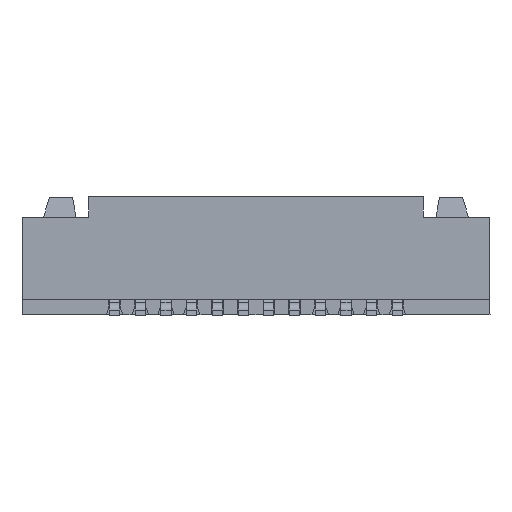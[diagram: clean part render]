
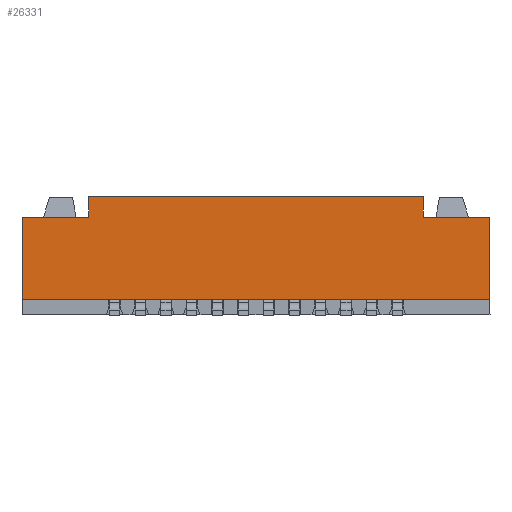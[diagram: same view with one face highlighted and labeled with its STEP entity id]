
A CAD part, front view. The second image highlights one B-rep face of the part: STEP entity #26331.
In plain terms, the highlighted planar face has unit normal (0, -1, 0).
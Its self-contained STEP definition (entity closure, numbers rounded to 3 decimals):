
#370=DIRECTION('',(1.,0.,0.));
#371=VECTOR('',#370,6.5);
#372=CARTESIAN_POINT('',(16.288,37.528,-9.222));
#373=LINE('',#372,#371);
#374=DIRECTION('',(0.,0.,1.));
#375=VECTOR('',#374,0.4);
#376=CARTESIAN_POINT('',(22.788,37.528,-9.622));
#377=LINE('',#376,#375);
#378=DIRECTION('',(0.,0.,1.));
#379=VECTOR('',#378,1.6);
#380=CARTESIAN_POINT('',(24.088,37.528,-11.222));
#381=LINE('',#380,#379);
#382=DIRECTION('',(-1.,0.,0.));
#383=VECTOR('',#382,9.1);
#384=CARTESIAN_POINT('',(24.088,37.528,-11.222));
#385=LINE('',#384,#383);
#386=DIRECTION('',(0.,0.,1.));
#387=VECTOR('',#386,1.6);
#388=CARTESIAN_POINT('',(14.988,37.528,-11.222));
#389=LINE('',#388,#387);
#390=DIRECTION('',(0.,0.,1.));
#391=VECTOR('',#390,0.4);
#392=CARTESIAN_POINT('',(16.288,37.528,-9.622));
#393=LINE('',#392,#391);
#9156=DIRECTION('',(-1.,0.,0.));
#9157=VECTOR('',#9156,1.3);
#9158=CARTESIAN_POINT('',(16.288,37.528,-9.622));
#9159=LINE('',#9158,#9157);
#14613=DIRECTION('',(1.,0.,0.));
#14614=VECTOR('',#14613,1.3);
#14615=CARTESIAN_POINT('',(22.788,37.528,
-9.622));
#14616=LINE('',#14615,#14614);
#20126=CARTESIAN_POINT('',(16.288,37.528,
-9.222));
#20128=VERTEX_POINT('',#20126);
#20192=CARTESIAN_POINT('',(14.988,37.528,
-11.222));
#20193=CARTESIAN_POINT('',(14.988,37.528,
-9.622));
#20194=VERTEX_POINT('',#20192);
#20195=VERTEX_POINT('',#20193);
#20196=CARTESIAN_POINT('',(16.288,37.528,
-9.622));
#20197=VERTEX_POINT('',#20196);
#23190=CARTESIAN_POINT('',(22.788,37.528,
-9.222));
#23192=VERTEX_POINT('',#23190);
#23256=CARTESIAN_POINT('',(24.088,37.528,
-11.222));
#23257=CARTESIAN_POINT('',(24.088,37.528,
-9.622));
#23258=VERTEX_POINT('',#23256);
#23259=VERTEX_POINT('',#23257);
#23260=CARTESIAN_POINT('',(22.788,37.528,
-9.622));
#23261=VERTEX_POINT('',#23260);
#26309=CARTESIAN_POINT('',(18.538,37.528,
-10.222));
#26310=DIRECTION('',(0.,1.,0.));
#26311=DIRECTION('',(-1.,0.,0.));
#26312=AXIS2_PLACEMENT_3D('',#26309,#26310,#26311);
#26313=PLANE('',#26312);
#26315=ORIENTED_EDGE('',*,*,#26314,.T.);
#26317=ORIENTED_EDGE('',*,*,#26316,.F.);
#26319=ORIENTED_EDGE('',*,*,#26318,.T.);
#26321=ORIENTED_EDGE('',*,*,#26320,.F.);
#26322=ORIENTED_EDGE('',*,*,#26027,.T.);
#26324=ORIENTED_EDGE('',*,*,#26323,.T.);
#26326=ORIENTED_EDGE('',*,*,#26325,.F.);
#26328=ORIENTED_EDGE('',*,*,#26327,.T.);
#26329=EDGE_LOOP('',(#26315,#26317,#26319,#26321,#26322,#26324,#26326,#26328));
#26330=FACE_OUTER_BOUND('',#26329,.F.);
#26027=EDGE_CURVE('',#23258,#20194,#385,.T.);
#26314=EDGE_CURVE('',#20128,#23192,#373,.T.);
#26316=EDGE_CURVE('',#23261,#23192,#377,.T.);
#26318=EDGE_CURVE('',#23261,#23259,#14616,.T.);
#26320=EDGE_CURVE('',#23258,#23259,#381,.T.);
#26323=EDGE_CURVE('',#20194,#20195,#389,.T.);
#26325=EDGE_CURVE('',#20197,#20195,#9159,.T.);
#26327=EDGE_CURVE('',#20197,#20128,#393,.T.);
#26331=ADVANCED_FACE('',(#26330),#26313,.F.);
